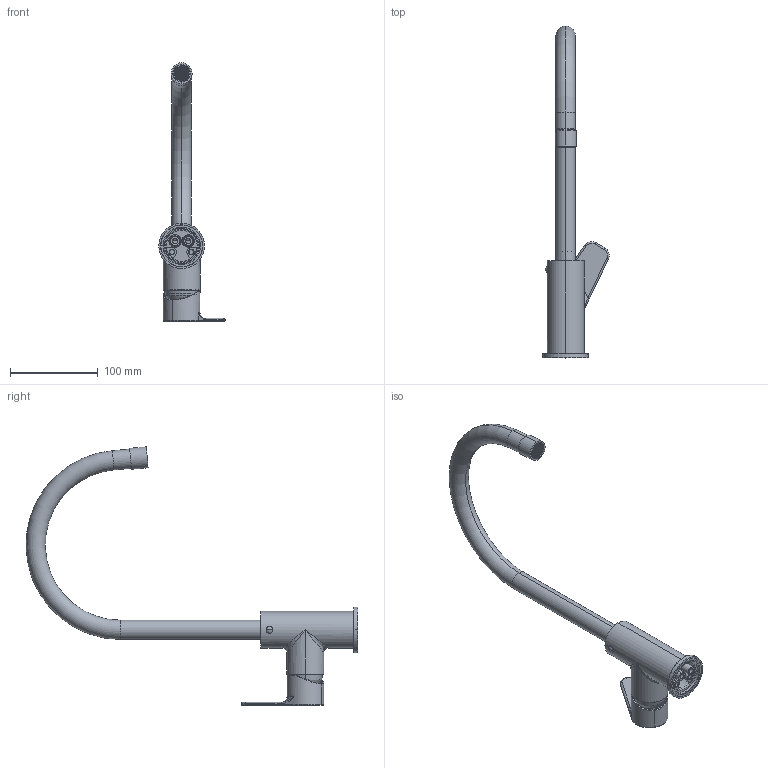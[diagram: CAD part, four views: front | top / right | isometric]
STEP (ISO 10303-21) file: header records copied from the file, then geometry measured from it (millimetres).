
FILE_DESCRIPTION((''),'2;1');
FILE_NAME('LM180CR','2021-11-29T14:23:12',('ut3'),('PAFFONI SpA'),'CREO PARAMETRIC BY PTC INC, 2020044','CREO PARAMETRIC BY PTC INC, 2020044','');
FILE_SCHEMA(('CONFIG_CONTROL_DESIGN','SHAPE_APPEARANCE_LAYERS_GROUPS'));
Length unit declared in the file: millimetre
Products named in the file (1): LM180CR
Bounding box: 75.68 x 378.9 x 294.98 mm (x, y, z)
Volume: 153312.1 mm3; surface area: 163018.6 mm2
Topology: 6 solids, 6 shells, 2656 faces, 7506 edges, 4863 vertices
Faces by surface type: plane 1947, cylinder 446, cone 109, torus 94, bspline 40, sphere 20
Entity records: 112688 total; most frequent: CARTESIAN_POINT 22136, ORIENTED_EDGE 14976, DIRECTION 14557, EDGE_CURVE 7488, VECTOR 4931, LINE 4931, VERTEX_POINT 4863, AXIS2_PLACEMENT_3D 4813
